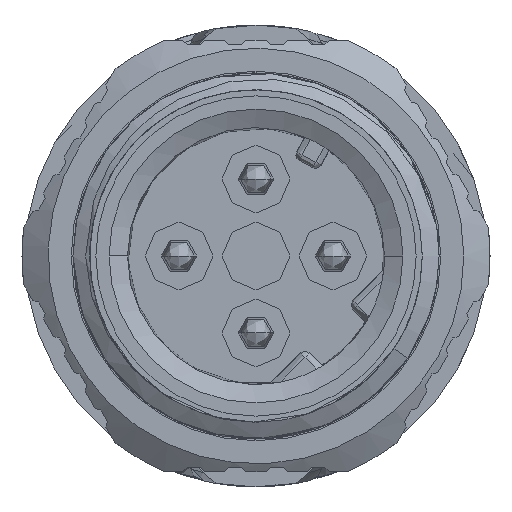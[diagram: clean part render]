
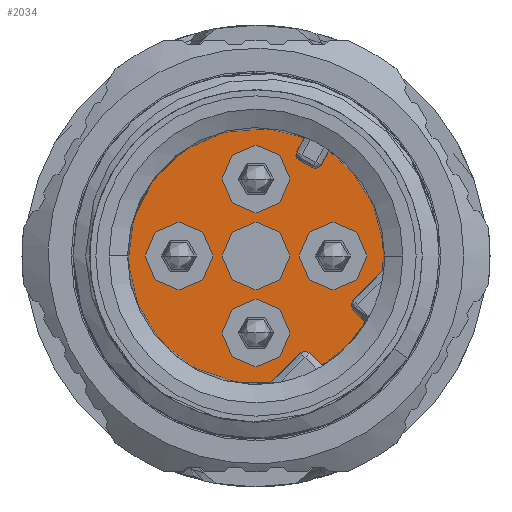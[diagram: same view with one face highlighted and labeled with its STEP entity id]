
A CAD part, front view. The second image highlights one B-rep face of the part: STEP entity #2034.
In plain terms, the highlighted planar face has unit normal (0, -1, 0).
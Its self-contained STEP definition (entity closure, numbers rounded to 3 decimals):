
#716=B_SPLINE_CURVE_WITH_KNOTS('',3,(#29761,#29762,#29763,#29764),
 .UNSPECIFIED.,.F.,.F.,(4,4),(0.,1.),.UNSPECIFIED.);
#1339=PLANE('',#15721);
#1631=FACE_BOUND('',#3875,.T.);
#1632=FACE_BOUND('',#3876,.T.);
#1633=FACE_BOUND('',#3877,.T.);
#1634=FACE_BOUND('',#3878,.T.);
#1635=FACE_BOUND('',#3879,.T.);
#1636=FACE_BOUND('',#3880,.T.);
#2034=ADVANCED_FACE('',(#1631,#1632,#1633,#1634,#1635,#1636),#1339,.T.);
#3875=EDGE_LOOP('',(#6659,#6660));
#3876=EDGE_LOOP('',(#6661,#6662));
#3877=EDGE_LOOP('',(#6663,#6664));
#3878=EDGE_LOOP('',(#6665,#6666));
#3879=EDGE_LOOP('',(#6667,#6668));
#3880=EDGE_LOOP('',(#6669,#6670,#6671,#6672,#6673,#6674,#6675,#6676,#6677,
#6678,#6679,#6680,#6681,#6682,#6683,#6684,#6685));
#4549=CIRCLE('',#15670,0.2);
#4550=CIRCLE('',#15672,0.2);
#4551=CIRCLE('',#15674,1.1);
#4552=CIRCLE('',#15676,1.1);
#4553=CIRCLE('',#15678,1.1);
#4554=CIRCLE('',#15680,1.1);
#4555=CIRCLE('',#15682,1.1);
#4556=CIRCLE('',#15684,1.1);
#4557=CIRCLE('',#15686,1.1);
#4558=CIRCLE('',#15688,1.1);
#4559=CIRCLE('',#15690,1.1);
#4560=CIRCLE('',#15692,1.1);
#4561=CIRCLE('',#15694,0.2);
#4568=CIRCLE('',#15704,0.2);
#4569=CIRCLE('',#15715,4.15);
#4570=CIRCLE('',#15716,4.15);
#4571=CIRCLE('',#15717,4.15);
#4572=CIRCLE('',#15718,4.15);
#4573=CIRCLE('',#15719,4.15);
#4574=CIRCLE('',#15720,4.15);
#6659=ORIENTED_EDGE('',*,*,#12083,.F.);
#6660=ORIENTED_EDGE('',*,*,#12081,.F.);
#6661=ORIENTED_EDGE('',*,*,#12079,.F.);
#6662=ORIENTED_EDGE('',*,*,#12077,.F.);
#6663=ORIENTED_EDGE('',*,*,#12075,.F.);
#6664=ORIENTED_EDGE('',*,*,#12073,.F.);
#6665=ORIENTED_EDGE('',*,*,#12071,.F.);
#6666=ORIENTED_EDGE('',*,*,#12069,.F.);
#6667=ORIENTED_EDGE('',*,*,#12067,.F.);
#6668=ORIENTED_EDGE('',*,*,#12065,.F.);
#6669=ORIENTED_EDGE('',*,*,#12116,.F.);
#6670=ORIENTED_EDGE('',*,*,#12100,.F.);
#6671=ORIENTED_EDGE('',*,*,#12062,.F.);
#6672=ORIENTED_EDGE('',*,*,#12109,.F.);
#6673=ORIENTED_EDGE('',*,*,#12117,.F.);
#6674=ORIENTED_EDGE('',*,*,#12118,.F.);
#6675=ORIENTED_EDGE('',*,*,#12110,.F.);
#6676=ORIENTED_EDGE('',*,*,#12059,.F.);
#6677=ORIENTED_EDGE('',*,*,#12056,.F.);
#6678=ORIENTED_EDGE('',*,*,#12094,.F.);
#6679=ORIENTED_EDGE('',*,*,#12119,.F.);
#6680=ORIENTED_EDGE('',*,*,#12120,.F.);
#6681=ORIENTED_EDGE('',*,*,#12121,.F.);
#6682=ORIENTED_EDGE('',*,*,#12122,.F.);
#6683=ORIENTED_EDGE('',*,*,#12123,.F.);
#6684=ORIENTED_EDGE('',*,*,#12085,.F.);
#6685=ORIENTED_EDGE('',*,*,#12099,.F.);
#10174=VERTEX_POINT('',#29614);
#10175=VERTEX_POINT('',#29616);
#10176=VERTEX_POINT('',#29621);
#10177=VERTEX_POINT('',#29625);
#10178=VERTEX_POINT('',#29627);
#10179=VERTEX_POINT('',#29631);
#10180=VERTEX_POINT('',#29633);
#10181=VERTEX_POINT('',#29639);
#10182=VERTEX_POINT('',#29641);
#10183=VERTEX_POINT('',#29647);
#10184=VERTEX_POINT('',#29649);
#10185=VERTEX_POINT('',#29655);
#10186=VERTEX_POINT('',#29657);
#10187=VERTEX_POINT('',#29663);
#10188=VERTEX_POINT('',#29665);
#10189=VERTEX_POINT('',#29671);
#10191=VERTEX_POINT('',#29674);
#10196=VERTEX_POINT('',#29690);
#10199=VERTEX_POINT('',#29703);
#10200=VERTEX_POINT('',#29707);
#10205=VERTEX_POINT('',#29739);
#10206=VERTEX_POINT('',#29743);
#10209=VERTEX_POINT('',#29759);
#10210=VERTEX_POINT('',#29765);
#10211=VERTEX_POINT('',#29767);
#10212=VERTEX_POINT('',#29769);
#10213=VERTEX_POINT('',#29771);
#12056=EDGE_CURVE('',#10174,#10175,#13720,.T.);
#12059=EDGE_CURVE('',#10175,#10176,#4549,.T.);
#12062=EDGE_CURVE('',#10177,#10178,#4550,.T.);
#12065=EDGE_CURVE('',#10179,#10180,#4551,.T.);
#12067=EDGE_CURVE('',#10180,#10179,#4552,.T.);
#12069=EDGE_CURVE('',#10181,#10182,#4553,.T.);
#12071=EDGE_CURVE('',#10182,#10181,#4554,.T.);
#12073=EDGE_CURVE('',#10183,#10184,#4555,.T.);
#12075=EDGE_CURVE('',#10184,#10183,#4556,.T.);
#12077=EDGE_CURVE('',#10185,#10186,#4557,.T.);
#12079=EDGE_CURVE('',#10186,#10185,#4558,.T.);
#12081=EDGE_CURVE('',#10187,#10188,#4559,.T.);
#12083=EDGE_CURVE('',#10188,#10187,#4560,.T.);
#12085=EDGE_CURVE('',#10189,#10191,#4561,.T.);
#12094=EDGE_CURVE('',#10196,#10174,#4568,.T.);
#12099=EDGE_CURVE('',#10199,#10189,#13742,.T.);
#12100=EDGE_CURVE('',#10178,#10200,#13743,.T.);
#12109=EDGE_CURVE('',#10205,#10177,#13749,.T.);
#12110=EDGE_CURVE('',#10176,#10206,#13750,.T.);
#12116=EDGE_CURVE('',#10200,#10199,#4569,.T.);
#12117=EDGE_CURVE('',#10209,#10205,#4570,.T.);
#12118=EDGE_CURVE('',#10206,#10209,#4571,.T.);
#12119=EDGE_CURVE('',#10210,#10196,#716,.T.);
#12120=EDGE_CURVE('',#10211,#10210,#4572,.T.);
#12121=EDGE_CURVE('',#10212,#10211,#4573,.T.);
#12122=EDGE_CURVE('',#10213,#10212,#4574,.T.);
#12123=EDGE_CURVE('',#10191,#10213,#13755,.T.);
#13720=LINE('',#29615,#14588);
#13742=LINE('',#29704,#14610);
#13743=LINE('',#29706,#14611);
#13749=LINE('',#29740,#14617);
#13750=LINE('',#29742,#14618);
#13755=LINE('',#29772,#14623);
#14588=VECTOR('',#17651,1.);
#14610=VECTOR('',#17749,1.);
#14611=VECTOR('',#17752,1.);
#14617=VECTOR('',#17764,1.);
#14618=VECTOR('',#17767,1.);
#14623=VECTOR('',#17790,1.);
#15670=AXIS2_PLACEMENT_3D('',#29620,#17656,#17657);
#15672=AXIS2_PLACEMENT_3D('',#29626,#17662,#17663);
#15674=AXIS2_PLACEMENT_3D('',#29632,#17668,#17669);
#15676=AXIS2_PLACEMENT_3D('',#29636,#17673,#17674);
#15678=AXIS2_PLACEMENT_3D('',#29640,#17678,#17679);
#15680=AXIS2_PLACEMENT_3D('',#29644,#17683,#17684);
#15682=AXIS2_PLACEMENT_3D('',#29648,#17688,#17689);
#15684=AXIS2_PLACEMENT_3D('',#29652,#17693,#17694);
#15686=AXIS2_PLACEMENT_3D('',#29656,#17698,#17699);
#15688=AXIS2_PLACEMENT_3D('',#29660,#17703,#17704);
#15690=AXIS2_PLACEMENT_3D('',#29664,#17708,#17709);
#15692=AXIS2_PLACEMENT_3D('',#29668,#17713,#17714);
#15694=AXIS2_PLACEMENT_3D('',#29673,#17718,#17719);
#15704=AXIS2_PLACEMENT_3D('',#29691,#17740,#17741);
#15715=AXIS2_PLACEMENT_3D('',#29757,#17778,#17779);
#15716=AXIS2_PLACEMENT_3D('',#29758,#17780,#17781);
#15717=AXIS2_PLACEMENT_3D('',#29760,#17782,#17783);
#15718=AXIS2_PLACEMENT_3D('',#29766,#17784,#17785);
#15719=AXIS2_PLACEMENT_3D('',#29768,#17786,#17787);
#15720=AXIS2_PLACEMENT_3D('',#29770,#17788,#17789);
#15721=AXIS2_PLACEMENT_3D('',#29773,#17791,#17792);
#17651=DIRECTION('',(0.879,0.,-0.477));
#17656=DIRECTION('',(0.,-1.,0.));
#17657=DIRECTION('',(-0.477,0.,-0.879));
#17662=DIRECTION('',(0.,-1.,0.));
#17663=DIRECTION('',(-0.707,0.,0.707));
#17668=DIRECTION('',(0.,-1.,0.));
#17669=DIRECTION('',(1.,0.,0.));
#17673=DIRECTION('',(0.,-1.,0.));
#17674=DIRECTION('',(-1.,0.,0.));
#17678=DIRECTION('',(0.,-1.,0.));
#17679=DIRECTION('',(1.,0.,0.));
#17683=DIRECTION('',(0.,-1.,0.));
#17684=DIRECTION('',(-1.,0.,0.));
#17688=DIRECTION('',(0.,-1.,0.));
#17689=DIRECTION('',(1.,0.,0.));
#17693=DIRECTION('',(0.,-1.,0.));
#17694=DIRECTION('',(-1.,0.,0.));
#17698=DIRECTION('',(0.,-1.,0.));
#17699=DIRECTION('',(1.,0.,0.));
#17703=DIRECTION('',(0.,-1.,0.));
#17704=DIRECTION('',(-1.,0.,0.));
#17708=DIRECTION('',(0.,-1.,0.));
#17709=DIRECTION('',(1.,0.,0.));
#17713=DIRECTION('',(0.,-1.,0.));
#17714=DIRECTION('',(-1.,0.,0.));
#17718=DIRECTION('',(0.,-1.,0.));
#17719=DIRECTION('',(0.707,0.,0.707));
#17740=DIRECTION('',(0.,-1.,0.));
#17741=DIRECTION('',(-0.879,0.,0.477));
#17749=DIRECTION('',(-0.707,0.,0.707));
#17752=DIRECTION('',(0.707,0.,-0.707));
#17764=DIRECTION('',(-0.707,0.,-0.707));
#17767=DIRECTION('',(0.477,0.,0.879));
#17778=DIRECTION('',(0.,1.,0.));
#17779=DIRECTION('',(0.857,0.,-0.516));
#17780=DIRECTION('',(0.,1.,0.));
#17781=DIRECTION('',(1.,0.,0.));
#17782=DIRECTION('',(0.,1.,0.));
#17783=DIRECTION('',(0.57,0.,0.822));
#17784=DIRECTION('',(0.,1.,0.));
#17785=DIRECTION('',(-0.114,0.,0.993));
#17786=DIRECTION('',(0.,1.,0.));
#17787=DIRECTION('',(-1.,0.,0.));
#17788=DIRECTION('',(0.,1.,0.));
#17789=DIRECTION('',(0.114,0.,-0.993));
#17790=DIRECTION('',(-0.707,0.,-0.707));
#17791=DIRECTION('',(0.,-1.,0.));
#17792=DIRECTION('',(1.,0.,0.));
#29614=CARTESIAN_POINT('',(1.403,-123.4,3.107));
#29615=CARTESIAN_POINT('',(1.403,-123.4,3.107));
#29616=CARTESIAN_POINT('',(1.842,-123.4,2.869));
#29620=CARTESIAN_POINT('',(1.937,-123.4,3.044));
#29621=CARTESIAN_POINT('',(2.113,-123.4,2.949));
#29625=CARTESIAN_POINT('',(3.147,-123.4,-1.45));
#29626=CARTESIAN_POINT('',(3.288,-123.4,-1.591));
#29627=CARTESIAN_POINT('',(3.147,-123.4,-1.732));
#29631=CARTESIAN_POINT('',(-1.4,-123.4,0.));
#29632=CARTESIAN_POINT('',(-2.5,-123.4,0.));
#29633=CARTESIAN_POINT('',(-3.6,-123.4,0.));
#29636=CARTESIAN_POINT('',(-2.5,-123.4,0.));
#29639=CARTESIAN_POINT('',(1.1,-123.4,-2.5));
#29640=CARTESIAN_POINT('',(0.,-123.4,-2.5));
#29641=CARTESIAN_POINT('',(-1.1,-123.4,-2.5));
#29644=CARTESIAN_POINT('',(0.,-123.4,-2.5));
#29647=CARTESIAN_POINT('',(3.6,-123.4,0.));
#29648=CARTESIAN_POINT('',(2.5,-123.4,0.));
#29649=CARTESIAN_POINT('',(1.4,-123.4,0.));
#29652=CARTESIAN_POINT('',(2.5,-123.4,0.));
#29655=CARTESIAN_POINT('',(1.1,-123.4,0.));
#29656=CARTESIAN_POINT('',(0.,-123.4,0.));
#29657=CARTESIAN_POINT('',(-1.1,-123.4,0.));
#29660=CARTESIAN_POINT('',(0.,-123.4,0.));
#29663=CARTESIAN_POINT('',(1.1,-123.4,2.5));
#29664=CARTESIAN_POINT('',(0.,-123.4,2.5));
#29665=CARTESIAN_POINT('',(-1.1,-123.4,2.5));
#29668=CARTESIAN_POINT('',(0.,-123.4,2.5));
#29671=CARTESIAN_POINT('',(1.732,-123.4,-3.147));
#29673=CARTESIAN_POINT('',(1.591,-123.4,-3.288));
#29674=CARTESIAN_POINT('',(1.45,-123.4,-3.147));
#29690=CARTESIAN_POINT('',(1.322,-123.4,3.378));
#29691=CARTESIAN_POINT('',(1.498,-123.4,3.283));
#29703=CARTESIAN_POINT('',(2.141,-123.4,-3.555));
#29704=CARTESIAN_POINT('',(2.141,-123.4,-3.555));
#29706=CARTESIAN_POINT('',(3.147,-123.4,-1.732));
#29707=CARTESIAN_POINT('',(3.555,-123.4,-2.141));
#29739=CARTESIAN_POINT('',(4.123,-123.4,-0.473));
#29740=CARTESIAN_POINT('',(4.123,-123.4,-0.473));
#29742=CARTESIAN_POINT('',(2.113,-123.4,2.949));
#29743=CARTESIAN_POINT('',(2.364,-123.4,3.411));
#29757=CARTESIAN_POINT('',(0.,-123.4,0.));
#29758=CARTESIAN_POINT('',(0.,-123.4,0.));
#29759=CARTESIAN_POINT('',(4.15,-123.4,0.));
#29760=CARTESIAN_POINT('',(0.,-123.4,0.));
#29761=CARTESIAN_POINT('',(1.573,-123.4,3.84));
#29762=CARTESIAN_POINT('',(1.489,-123.4,3.686));
#29763=CARTESIAN_POINT('',(1.406,-123.4,3.532));
#29764=CARTESIAN_POINT('',(1.322,-123.4,3.378));
#29765=CARTESIAN_POINT('',(1.573,-123.4,3.84));
#29766=CARTESIAN_POINT('',(0.,-123.4,0.));
#29767=CARTESIAN_POINT('',(-0.473,-123.4,4.123));
#29768=CARTESIAN_POINT('',(0.,-123.4,0.));
#29769=CARTESIAN_POINT('',(-4.15,-123.4,0.));
#29770=CARTESIAN_POINT('',(0.,-123.4,0.));
#29771=CARTESIAN_POINT('',(0.473,-123.4,-4.123));
#29772=CARTESIAN_POINT('',(1.45,-123.4,-3.147));
#29773=CARTESIAN_POINT('',(0.,-123.4,0.));
